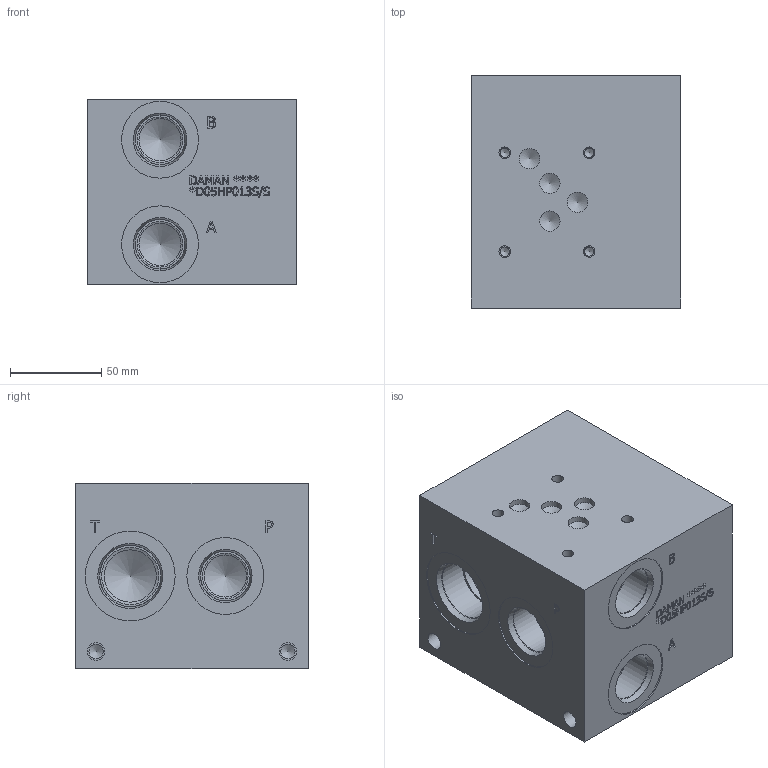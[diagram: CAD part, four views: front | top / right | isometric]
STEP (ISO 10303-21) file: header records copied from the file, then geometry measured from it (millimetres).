
FILE_DESCRIPTION(/* description */ (''),/* implementation_level */ '2;1');
FILE_NAME(/* name */ '_D05HP013S_S.stp',/* time_stamp */ '2020-03-16T15:11:01-04:00',/* author */ ('alexanderw'),/* organization */ (''),/* preprocessor_version */ 'ST-DEVELOPER v17',/* originating_system */ 'Autodesk Inventor 2019',/* authorisation */ '');
FILE_SCHEMA (('AUTOMOTIVE_DESIGN { 1 0 10303 214 3 1 1 }'));
Length unit declared in the file: millimetre
Products named in the file (1): Part_AD05HP013S~S_3D
Bounding box: 114.3 x 127 x 101.6 mm (x, y, z)
Volume: 1306837 mm3; surface area: 104066.3 mm2
Topology: 1 solids, 1 shells, 569 faces, 1563 edges, 1055 vertices
Faces by surface type: plane 326, bspline 143, cylinder 58, cone 42
Full cylindrical faces by diameter (mm): 5.105 x4, 6.35 x4, 7.925 x4, 9.525 x4, 11.113 x2, 11.125 x2, 17.475 x1, 22.225 x1, 23.012 x4, 23.698 x1, 24.917 x4, 25.4 x1, 26.187 x1, 26.99 x2, 27 x2, 27.381 x1, 27.432 x4, 28.575 x1, 31.267 x1, 33.325 x1, 33.34 x1, 33.35 x1, 33.757 x2, 35.509 x1, 42.037 x4, 49.124 x2
Entity records: 19256 total; most frequent: CARTESIAN_POINT 5132, ORIENTED_EDGE 3088, DIRECTION 2317, EDGE_CURVE 1544, VERTEX_POINT 1055, LINE 1025, VECTOR 1025, EDGE_LOOP 649
